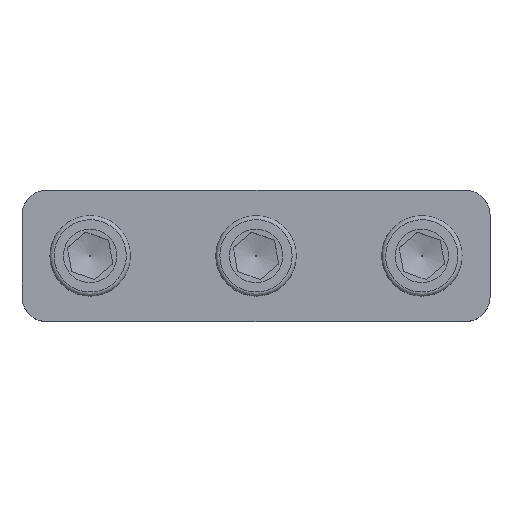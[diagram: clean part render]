
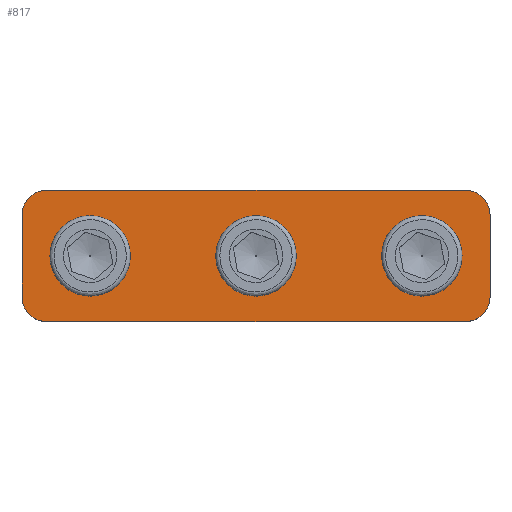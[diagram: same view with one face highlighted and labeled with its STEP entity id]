
A CAD part, top view. The second image highlights one B-rep face of the part: STEP entity #817.
In plain terms, the highlighted planar face has unit normal (0, 0, 1).
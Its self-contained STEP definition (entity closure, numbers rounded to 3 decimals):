
#84=CIRCLE('',#892,3.);
#85=CIRCLE('',#893,3.);
#86=CIRCLE('',#894,3.);
#87=CIRCLE('',#895,3.);
#88=CIRCLE('',#896,4.9);
#89=CIRCLE('',#897,4.9);
#90=CIRCLE('',#898,4.9);
#119=ORIENTED_EDGE('',*,*,#335,.F.);
#120=ORIENTED_EDGE('',*,*,#336,.F.);
#121=ORIENTED_EDGE('',*,*,#337,.F.);
#122=ORIENTED_EDGE('',*,*,#338,.F.);
#123=ORIENTED_EDGE('',*,*,#339,.F.);
#124=ORIENTED_EDGE('',*,*,#340,.F.);
#125=ORIENTED_EDGE('',*,*,#341,.F.);
#126=ORIENTED_EDGE('',*,*,#342,.F.);
#127=ORIENTED_EDGE('',*,*,#343,.F.);
#128=ORIENTED_EDGE('',*,*,#344,.F.);
#129=ORIENTED_EDGE('',*,*,#345,.F.);
#335=EDGE_CURVE('',#443,#444,#525,.F.);
#336=EDGE_CURVE('',#445,#443,#84,.T.);
#337=EDGE_CURVE('',#446,#445,#526,.F.);
#338=EDGE_CURVE('',#447,#446,#85,.T.);
#339=EDGE_CURVE('',#448,#447,#527,.T.);
#340=EDGE_CURVE('',#449,#448,#86,.T.);
#341=EDGE_CURVE('',#450,#449,#528,.T.);
#342=EDGE_CURVE('',#444,#450,#87,.T.);
#343=EDGE_CURVE('',#451,#451,#88,.T.);
#344=EDGE_CURVE('',#452,#452,#89,.T.);
#345=EDGE_CURVE('',#453,#453,#90,.T.);
#443=VERTEX_POINT('',#1209);
#444=VERTEX_POINT('',#1210);
#445=VERTEX_POINT('',#1212);
#446=VERTEX_POINT('',#1214);
#447=VERTEX_POINT('',#1216);
#448=VERTEX_POINT('',#1218);
#449=VERTEX_POINT('',#1220);
#450=VERTEX_POINT('',#1222);
#451=VERTEX_POINT('',#1225);
#452=VERTEX_POINT('',#1227);
#453=VERTEX_POINT('',#1229);
#525=LINE('',#1208,#559);
#526=LINE('',#1213,#560);
#527=LINE('',#1217,#561);
#528=LINE('',#1221,#562);
#559=VECTOR('',#988,1000.);
#560=VECTOR('',#991,1000.);
#561=VECTOR('',#994,1000.);
#562=VECTOR('',#997,1000.);
#593=EDGE_LOOP('',(#119,#120,#121,#122,#123,#124,#125,#126));
#594=EDGE_LOOP('',(#127));
#595=EDGE_LOOP('',(#128));
#596=EDGE_LOOP('',(#129));
#687=FACE_BOUND('',#593,.T.);
#688=FACE_BOUND('',#594,.T.);
#689=FACE_BOUND('',#595,.T.);
#690=FACE_BOUND('',#596,.T.);
#781=PLANE('',#891);
#817=ADVANCED_FACE('',(#687,#688,#689,#690),#781,.F.);
#891=AXIS2_PLACEMENT_3D('',#1207,#986,#987);
#892=AXIS2_PLACEMENT_3D('',#1211,#989,#990);
#893=AXIS2_PLACEMENT_3D('',#1215,#992,#993);
#894=AXIS2_PLACEMENT_3D('',#1219,#995,#996);
#895=AXIS2_PLACEMENT_3D('',#1223,#998,#999);
#896=AXIS2_PLACEMENT_3D('',#1224,#1000,#1001);
#897=AXIS2_PLACEMENT_3D('',#1226,#1002,#1003);
#898=AXIS2_PLACEMENT_3D('',#1228,#1004,#1005);
#986=DIRECTION('',(0.,0.,-1.));
#987=DIRECTION('',(-1.,0.,0.));
#988=DIRECTION('',(0.,1.,0.));
#989=DIRECTION('',(0.,0.,-1.));
#990=DIRECTION('',(-1.,0.,0.));
#991=DIRECTION('',(-1.,0.,0.));
#992=DIRECTION('',(0.,0.,-1.));
#993=DIRECTION('',(-1.,0.,0.));
#994=DIRECTION('',(0.,1.,0.));
#995=DIRECTION('',(0.,0.,-1.));
#996=DIRECTION('',(-1.,0.,0.));
#997=DIRECTION('',(-1.,0.,0.));
#998=DIRECTION('',(0.,0.,-1.));
#999=DIRECTION('',(-1.,0.,0.));
#1000=DIRECTION('',(0.,0.,1.));
#1001=DIRECTION('',(0.,-1.,0.));
#1002=DIRECTION('',(0.,0.,1.));
#1003=DIRECTION('',(0.,-1.,0.));
#1004=DIRECTION('',(0.,0.,1.));
#1005=DIRECTION('',(0.,-1.,0.));
#1207=CARTESIAN_POINT('',(24.707,-12.849,5.));
#1208=CARTESIAN_POINT('',(27.707,-12.849,5.));
#1209=CARTESIAN_POINT('',(27.707,-2.849,5.));
#1210=CARTESIAN_POINT('',(27.707,-12.849,5.));
#1211=CARTESIAN_POINT('',(24.707,-2.849,5.));
#1212=CARTESIAN_POINT('',(24.707,0.151,5.));
#1213=CARTESIAN_POINT('',(24.707,0.151,5.));
#1214=CARTESIAN_POINT('',(-26.293,0.151,5.));
#1215=CARTESIAN_POINT('',(-26.293,-2.849,5.));
#1216=CARTESIAN_POINT('',(-29.293,-2.849,5.));
#1217=CARTESIAN_POINT('',(-29.293,-12.849,5.));
#1218=CARTESIAN_POINT('',(-29.293,-12.849,5.));
#1219=CARTESIAN_POINT('',(-26.293,-12.849,5.));
#1220=CARTESIAN_POINT('',(-26.293,-15.849,5.));
#1221=CARTESIAN_POINT('',(24.707,-15.849,5.));
#1222=CARTESIAN_POINT('',(24.707,-15.849,5.));
#1223=CARTESIAN_POINT('',(24.707,-12.849,5.));
#1224=CARTESIAN_POINT('',(19.407,-7.849,5.));
#1225=CARTESIAN_POINT('',(19.407,-12.749,5.));
#1226=CARTESIAN_POINT('',(-0.793,-7.849,5.));
#1227=CARTESIAN_POINT('',(-0.793,-12.749,5.));
#1228=CARTESIAN_POINT('',(-20.993,-7.849,5.));
#1229=CARTESIAN_POINT('',(-20.993,-12.749,5.));
